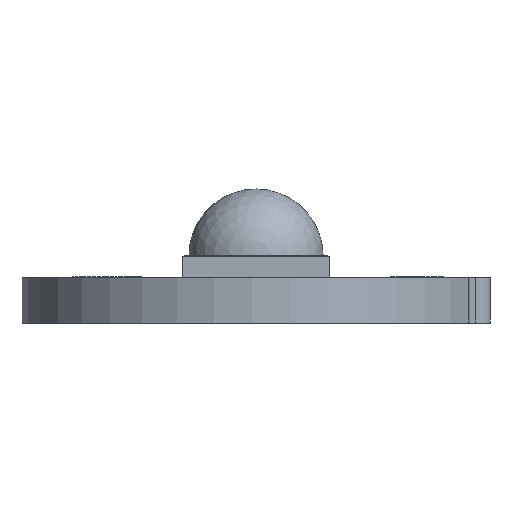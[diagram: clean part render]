
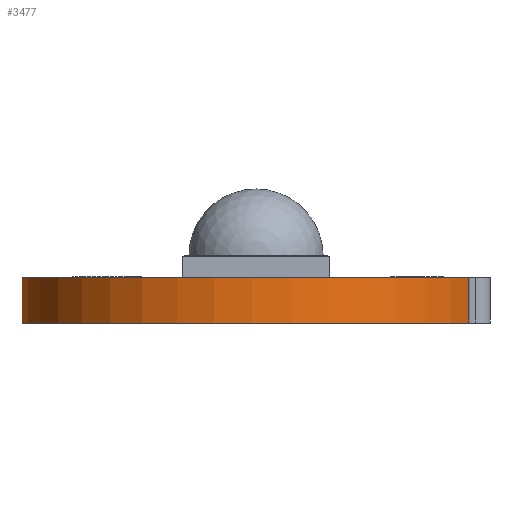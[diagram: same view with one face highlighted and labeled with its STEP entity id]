
A CAD part, front view. The second image highlights one B-rep face of the part: STEP entity #3477.
In plain terms, the highlighted cylindrical face has radius 8 mm (diameter 16 mm), a partial arc.
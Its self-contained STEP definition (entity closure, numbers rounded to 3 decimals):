
#114 = DIRECTION ( 'NONE',  ( 0., 0., 1. ) ) ;
#216 = EDGE_LOOP ( 'NONE', ( #1250, #382, #6100, #3452 ) ) ;
#382 = ORIENTED_EDGE ( 'NONE', *, *, #923, .T. ) ;
#463 = DIRECTION ( 'NONE',  ( 0., 0., 1. ) ) ;
#590 = AXIS2_PLACEMENT_3D ( 'NONE', #3996, #114, #3921 ) ;
#741 = DIRECTION ( 'NONE',  ( 0., 0., 1. ) ) ;
#923 = EDGE_CURVE ( 'NONE', #3492, #3544, #2643, .T. ) ;
#1223 = CARTESIAN_POINT ( 'NONE',  ( -7.976, -0.613, 1.55 ) ) ;
#1250 = ORIENTED_EDGE ( 'NONE', *, *, #1720, .T. ) ;
#1259 = CARTESIAN_POINT ( 'NONE',  ( 7.248, -3.387, 0. ) ) ;
#1434 = AXIS2_PLACEMENT_3D ( 'NONE', #4520, #741, #1771 ) ;
#1720 = EDGE_CURVE ( 'NONE', #1900, #3492, #2683, .T. ) ;
#1771 = DIRECTION ( 'NONE',  ( 1., 0., 0. ) ) ;
#1802 = CARTESIAN_POINT ( 'NONE',  ( 0., 0., 1.55 ) ) ;
#1871 = DIRECTION ( 'NONE',  ( 0., 0., -1. ) ) ;
#1900 = VERTEX_POINT ( 'NONE', #6778 ) ;
#2312 = EDGE_CURVE ( 'NONE', #4720, #1900, #2339, .T. ) ;
#2322 = AXIS2_PLACEMENT_3D ( 'NONE', #1802, #1871, #2912 ) ;
#2339 = LINE ( 'NONE', #1223, #6603 ) ;
#2343 = FACE_OUTER_BOUND ( 'NONE', #216, .T. ) ;
#2643 = LINE ( 'NONE', #6455, #3249 ) ;
#2683 = CIRCLE ( 'NONE', #590, 8. ) ;
#2813 = CIRCLE ( 'NONE', #1434, 8. ) ;
#2875 = DIRECTION ( 'NONE',  ( 0., 0., -1. ) ) ;
#2912 = DIRECTION ( 'NONE',  ( -1., 0., 0. ) ) ;
#2989 = CARTESIAN_POINT ( 'NONE',  ( 7.248, -3.387, 1.55 ) ) ;
#3249 = VECTOR ( 'NONE', #463, 1000. ) ;
#3452 = ORIENTED_EDGE ( 'NONE', *, *, #2312, .T. ) ;
#3477 = ADVANCED_FACE ( 'NONE', ( #2343 ), #6200, .T. ) ;
#3492 = VERTEX_POINT ( 'NONE', #1259 ) ;
#3544 = VERTEX_POINT ( 'NONE', #2989 ) ;
#3921 = DIRECTION ( 'NONE',  ( 1., 0., 0. ) ) ;
#3996 = CARTESIAN_POINT ( 'NONE',  ( 0., 0., 0. ) ) ;
#4345 = EDGE_CURVE ( 'NONE', #4720, #3544, #2813, .T. ) ;
#4520 = CARTESIAN_POINT ( 'NONE',  ( 0., 0., 1.55 ) ) ;
#4720 = VERTEX_POINT ( 'NONE', #4873 ) ;
#4873 = CARTESIAN_POINT ( 'NONE',  ( -7.976, -0.613, 1.55 ) ) ;
#6100 = ORIENTED_EDGE ( 'NONE', *, *, #4345, .F. ) ;
#6200 = CYLINDRICAL_SURFACE ( 'NONE', #2322, 8. ) ;
#6455 = CARTESIAN_POINT ( 'NONE',  ( 7.248, -3.387, 1.55 ) ) ;
#6603 = VECTOR ( 'NONE', #2875, 1000. ) ;
#6778 = CARTESIAN_POINT ( 'NONE',  ( -7.976, -0.613, 0. ) ) ;
